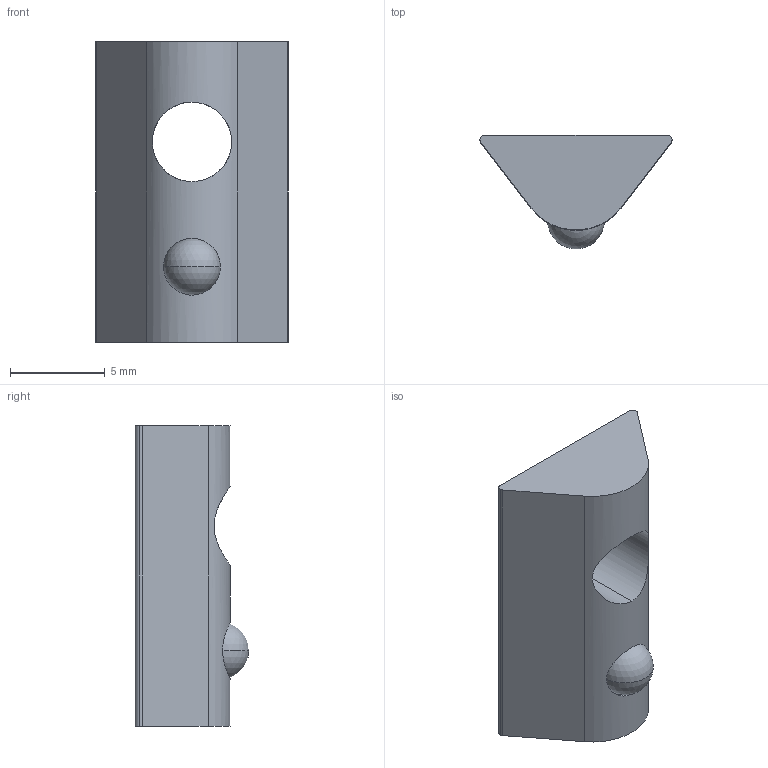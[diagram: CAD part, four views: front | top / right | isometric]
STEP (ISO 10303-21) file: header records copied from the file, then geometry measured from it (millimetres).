
FILE_DESCRIPTION (( 'STEP AP214' ), '1' );
FILE_NAME ('096275.STEP', '2014-08-18T08:06:36', ( '' ), ( '' ), 'SwSTEP 2.0', 'SolidWorks 2014', '' );
FILE_SCHEMA (( 'AUTOMOTIVE_DESIGN' ));
Length unit declared in the file: millimetre
Products named in the file (4): 340me065_Standard; 340me054_340 ME 054; 096274r01_096 275 r01; 096275
Assembly tree (3 placements, depth 2):
  096275
    096274r01_096 275 r01
    340me054_340 ME 054
    340me065_Standard
Bounding box: 10.15 x 6 x 15.9 mm (x, y, z)
Volume: 451.5 mm3; surface area: 588.5 mm2
Topology: 3 solids, 3 shells, 26 faces, 64 edges, 41 vertices
Faces by surface type: cylinder 8, plane 8, torus 4, cone 2, bspline 2, sphere 2
Entity records: 1833 total; most frequent: CARTESIAN_POINT 1065, DIRECTION 139, ORIENTED_EDGE 118, AXIS2_PLACEMENT_3D 60, EDGE_CURVE 59, VERTEX_POINT 38, EDGE_LOOP 31, CIRCLE 30
